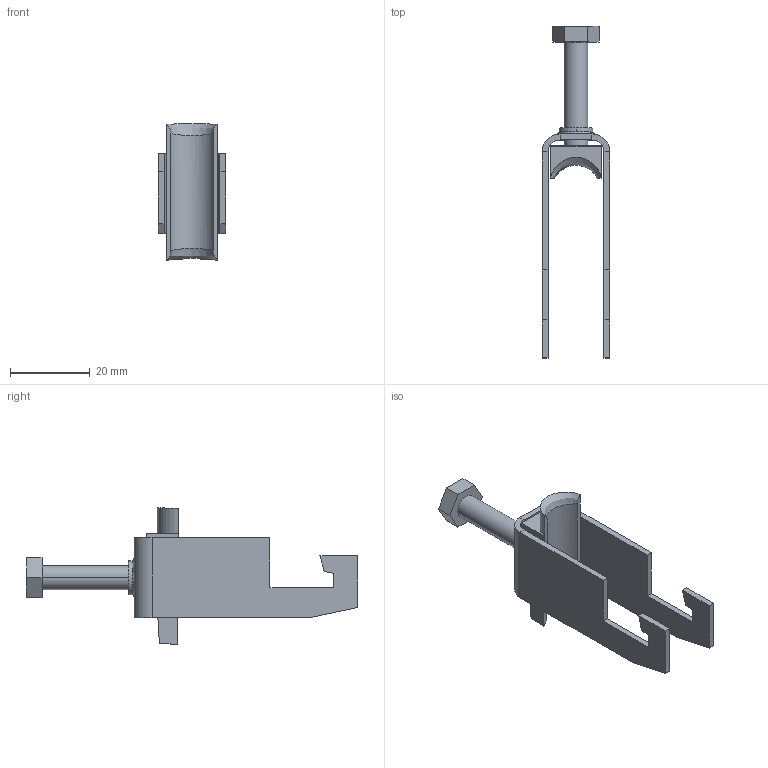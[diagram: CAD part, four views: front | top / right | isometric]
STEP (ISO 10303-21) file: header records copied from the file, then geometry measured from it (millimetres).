
FILE_DESCRIPTION (( 'STEP AP214' ), '1' );
FILE_NAME ('1176129.stp', '2019-11-27T08:13:02', ( '' ), ( '' ), 'SwSTEP 2.0', 'SolidWorks 2018', '' );
FILE_SCHEMA (( 'AUTOMOTIVE_DESIGN' ));
Length unit declared in the file: millimetre
Products named in the file (5): EB401-02-01_2 fach; EB101-00-04_Standard; EB101-02-02_Standard; 1176129; EB101-00-03_M6 x 26
Assembly tree (4 placements, depth 2):
  1176129
    EB401-02-01_2 fach
    EB101-00-03_M6 x 26
    EB101-00-04_Standard
    EB101-02-02_Standard
Bounding box: 17 x 83 x 34.03 mm (x, y, z)
Volume: 5422.5 mm3; surface area: 7800.7 mm2
Topology: 4 solids, 4 shells, 161 faces, 407 edges, 258 vertices
Faces by surface type: plane 125, cylinder 20, torus 8, bspline 6, cone 2
Entity records: 5470 total; most frequent: CARTESIAN_POINT 1396, ORIENTED_EDGE 814, DIRECTION 780, EDGE_CURVE 407, VECTOR 316, LINE 316, VERTEX_POINT 258, AXIS2_PLACEMENT_3D 232
